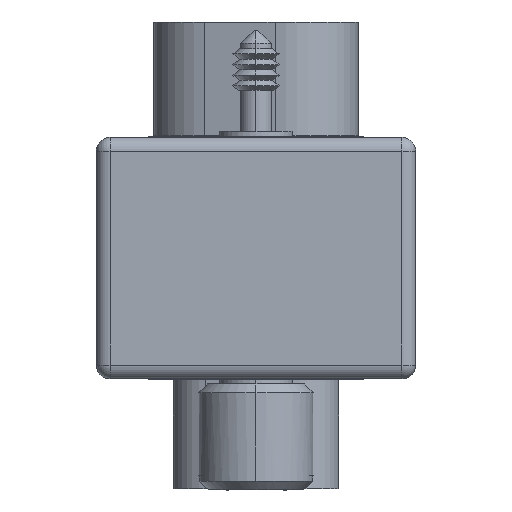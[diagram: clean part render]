
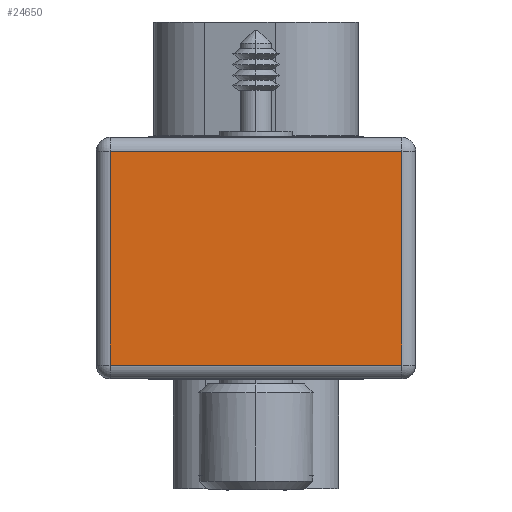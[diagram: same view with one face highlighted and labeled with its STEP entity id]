
A CAD part, front view. The second image highlights one B-rep face of the part: STEP entity #24650.
In plain terms, the highlighted face is planar.
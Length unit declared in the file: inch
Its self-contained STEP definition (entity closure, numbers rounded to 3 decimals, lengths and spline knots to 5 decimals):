
#4723 = VERTEX_POINT ( 'NONE', #72391 ) ;
#7876 = VECTOR ( 'NONE', #62963, 39.37008 ) ;
#10695 = ORIENTED_EDGE ( 'NONE', *, *, #22041, .T. ) ;
#11262 = DIRECTION ( 'NONE',  ( 0., 1., 0. ) ) ;
#14220 = EDGE_CURVE ( 'NONE', #29902, #49805, #46557, .T. ) ;
#14599 = VERTEX_POINT ( 'NONE', #46201 ) ;
#15823 = ORIENTED_EDGE ( 'NONE', *, *, #54879, .T. ) ;
#18165 = EDGE_CURVE ( 'NONE', #14599, #4723, #53555, .T. ) ;
#22041 = EDGE_CURVE ( 'NONE', #4723, #29902, #74316, .T. ) ;
#22335 = CARTESIAN_POINT ( 'NONE',  ( 1.1811, -0.41339, 0.30315 ) ) ;
#24650 = ADVANCED_FACE ( 'NONE', ( #41576 ), #46118, .F. ) ;
#25163 = CARTESIAN_POINT ( 'NONE',  ( 1.1811, -0.41339, -0.30315 ) ) ;
#28965 = CARTESIAN_POINT ( 'NONE',  ( 1.1811, -0.41339, -0.34252 ) ) ;
#29902 = VERTEX_POINT ( 'NONE', #22335 ) ;
#33601 = CARTESIAN_POINT ( 'NONE',  ( 1.1811, 0.45276, -0.34252 ) ) ;
#40353 = DIRECTION ( 'NONE',  ( 0., 0., 1. ) ) ;
#40527 = DIRECTION ( 'NONE',  ( 0., 0., -1. ) ) ;
#41550 = LINE ( 'NONE', #64769, #45155 ) ;
#41576 = FACE_OUTER_BOUND ( 'NONE', #72636, .T. ) ;
#45021 = ORIENTED_EDGE ( 'NONE', *, *, #18165, .T. ) ;
#45155 = VECTOR ( 'NONE', #11262, 39.37008 ) ;
#45657 = VECTOR ( 'NONE', #66289, 39.37008 ) ;
#46118 = PLANE ( 'NONE',  #64019 ) ;
#46201 = CARTESIAN_POINT ( 'NONE',  ( 1.1811, 0.41339, -0.30315 ) ) ;
#46557 = LINE ( 'NONE', #28965, #59050 ) ;
#49805 = VERTEX_POINT ( 'NONE', #25163 ) ;
#53242 = ORIENTED_EDGE ( 'NONE', *, *, #14220, .T. ) ;
#53555 = LINE ( 'NONE', #63218, #7876 ) ;
#54879 = EDGE_CURVE ( 'NONE', #49805, #14599, #41550, .T. ) ;
#55807 = CARTESIAN_POINT ( 'NONE',  ( 1.1811, 0.45276, 0.30315 ) ) ;
#57147 = DIRECTION ( 'NONE',  ( -1., 0., 0. ) ) ;
#59050 = VECTOR ( 'NONE', #40527, 39.37008 ) ;
#62963 = DIRECTION ( 'NONE',  ( 0., 0., 1. ) ) ;
#63218 = CARTESIAN_POINT ( 'NONE',  ( 1.1811, 0.41339, 0.34252 ) ) ;
#64019 = AXIS2_PLACEMENT_3D ( 'NONE', #33601, #57147, #40353 ) ;
#64769 = CARTESIAN_POINT ( 'NONE',  ( 1.1811, 0.45276, -0.30315 ) ) ;
#66289 = DIRECTION ( 'NONE',  ( 0., -1., 0. ) ) ;
#72391 = CARTESIAN_POINT ( 'NONE',  ( 1.1811, 0.41339, 0.30315 ) ) ;
#72636 = EDGE_LOOP ( 'NONE', ( #53242, #15823, #45021, #10695 ) ) ;
#74316 = LINE ( 'NONE', #55807, #45657 ) ;
